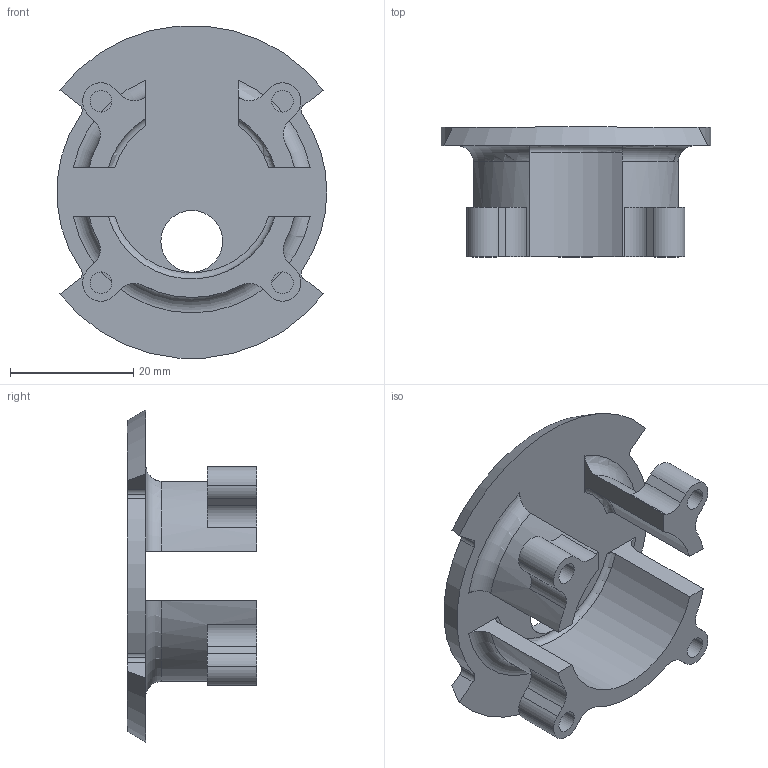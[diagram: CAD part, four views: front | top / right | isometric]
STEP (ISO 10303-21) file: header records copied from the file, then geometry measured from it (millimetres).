
FILE_DESCRIPTION (( 'STEP AP214' ), '1' );
FILE_NAME ('Motor Hub.STEP', '2025-12-12T05:11:05', ( '' ), ( '' ), 'SwSTEP 2.0', 'SolidWorks 2025', '' );
FILE_SCHEMA (( 'AUTOMOTIVE_DESIGN' ));
Length unit declared in the file: millimetre
Products named in the file (1): Motor Hub
Bounding box: 43.72 x 21 x 53.81 mm (x, y, z)
Volume: 10030.4 mm3; surface area: 7784.4 mm2
Topology: 1 solids, 1 shells, 76 faces, 213 edges, 142 vertices
Faces by surface type: cylinder 41, plane 27, torus 6, cone 2
Entity records: 2671 total; most frequent: CARTESIAN_POINT 595, DIRECTION 451, ORIENTED_EDGE 426, EDGE_CURVE 213, AXIS2_PLACEMENT_3D 177, VERTEX_POINT 142, CIRCLE 100, VECTOR 97
